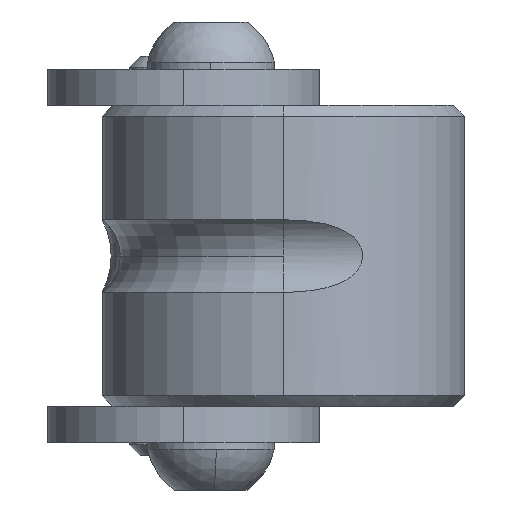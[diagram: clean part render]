
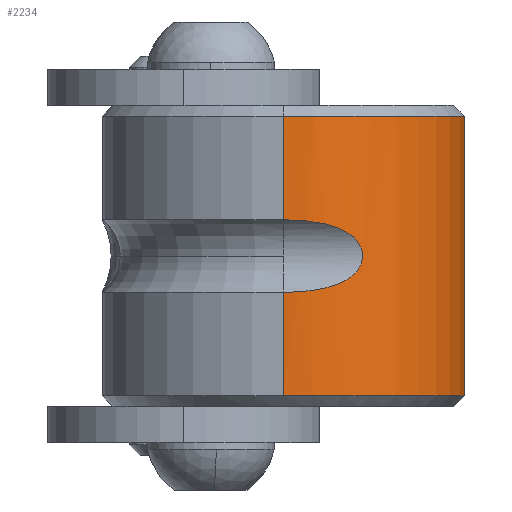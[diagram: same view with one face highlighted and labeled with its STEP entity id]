
A CAD part, left-side view. The second image highlights one B-rep face of the part: STEP entity #2234.
In plain terms, the highlighted cylindrical face has radius 5 mm (diameter 10 mm), a partial arc.
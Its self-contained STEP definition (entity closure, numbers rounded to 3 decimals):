
#139 = CARTESIAN_POINT ( 'NONE',  ( -5., 0., 4.15 ) ) ;
#303 = CARTESIAN_POINT ( 'NONE',  ( -4.567, -2.037, -0.415 ) ) ;
#381 = DIRECTION ( 'NONE',  ( 0., 0., 1. ) ) ;
#606 = ORIENTED_EDGE ( 'NONE', *, *, #4409, .T. ) ;
#662 = VERTEX_POINT ( 'NONE', #866 ) ;
#665 = LINE ( 'NONE', #139, #2161 ) ;
#686 = CARTESIAN_POINT ( 'NONE',  ( -4.985, -0.445, 0.989 ) ) ;
#697 = DIRECTION ( 'NONE',  ( 0., 0., -1. ) ) ;
#773 = CARTESIAN_POINT ( 'NONE',  ( -4.599, -1.964, 0.494 ) ) ;
#866 = CARTESIAN_POINT ( 'NONE',  ( -5., 0., 3.85 ) ) ;
#972 = EDGE_CURVE ( 'NONE', #4878, #2531, #4717, .T. ) ;
#1127 = CARTESIAN_POINT ( 'NONE',  ( -4.927, -0.881, 0.941 ) ) ;
#1260 = VERTEX_POINT ( 'NONE', #1680 ) ;
#1318 = VECTOR ( 'NONE', #381, 1000. ) ;
#1651 = CARTESIAN_POINT ( 'NONE',  ( -4.566, -2.038, 0.413 ) ) ;
#1680 = CARTESIAN_POINT ( 'NONE',  ( 4., -3., 3.85 ) ) ;
#1718 = DIRECTION ( 'NONE',  ( -1., 0., 0. ) ) ;
#1734 = LINE ( 'NONE', #4907, #4792 ) ;
#1837 = CARTESIAN_POINT ( 'NONE',  ( -5., 0., 1. ) ) ;
#2008 = DIRECTION ( 'NONE',  ( 0., 0., -1. ) ) ;
#2050 = ORIENTED_EDGE ( 'NONE', *, *, #2184, .T. ) ;
#2087 = CARTESIAN_POINT ( 'NONE',  ( -4.6, -1.962, -0.495 ) ) ;
#2097 = FACE_OUTER_BOUND ( 'NONE', #4273, .T. ) ;
#2147 = CARTESIAN_POINT ( 'NONE',  ( -4.883, -1.097, 0.904 ) ) ;
#2161 = VECTOR ( 'NONE', #2008, 1000. ) ;
#2184 = EDGE_CURVE ( 'NONE', #1260, #662, #4026, .T. ) ;
#2234 = ADVANCED_FACE ( 'NONE', ( #2097 ), #4360, .T. ) ;
#2354 = ORIENTED_EDGE ( 'NONE', *, *, #4521, .T. ) ;
#2473 = CARTESIAN_POINT ( 'NONE',  ( -4.927, -0.882, -0.941 ) ) ;
#2531 = VERTEX_POINT ( 'NONE', #3296 ) ;
#2558 = CARTESIAN_POINT ( 'NONE',  ( -4.5, -2.179, -0.113 ) ) ;
#2908 = CARTESIAN_POINT ( 'NONE',  ( -4.517, -2.146, -0.225 ) ) ;
#2976 = DIRECTION ( 'NONE',  ( 1., 0., 0. ) ) ;
#2984 = CARTESIAN_POINT ( 'NONE',  ( -5., 0., -1. ) ) ;
#3025 = CARTESIAN_POINT ( 'NONE',  ( -5., -0.224, 1. ) ) ;
#3070 = CARTESIAN_POINT ( 'NONE',  ( 0., 0., 4.15 ) ) ;
#3296 = CARTESIAN_POINT ( 'NONE',  ( 4., -3., -3.85 ) ) ;
#3335 = VERTEX_POINT ( 'NONE', #2984 ) ;
#3368 = B_SPLINE_CURVE_WITH_KNOTS ( 'NONE', 3,
 ( #5139, #3025, #686, #1127, #2147, #4349, #4787, #773, #1651, #3940, #4317, #2558, #2908, #303, #2087, #4818, #3882, #5670, #5730, #3826, #2473, #3440, #3378, #4257 ),
 .UNSPECIFIED., .F., .F.,
 ( 4, 2, 2, 2, 2, 2, 2, 2, 2, 2, 2, 4 ),
 ( 0., 0.001, 0.001, 0.002, 0.002, 0.003, 0.003, 0.003, 0.004, 0.004, 0.005, 0.005 ),
 .UNSPECIFIED. ) ;
#3378 = CARTESIAN_POINT ( 'NONE',  ( -5., -0.224, -1. ) ) ;
#3440 = CARTESIAN_POINT ( 'NONE',  ( -4.985, -0.445, -0.989 ) ) ;
#3463 = AXIS2_PLACEMENT_3D ( 'NONE', #3070, #4393, #1718 ) ;
#3514 = CARTESIAN_POINT ( 'NONE',  ( 0., 0., 3.85 ) ) ;
#3548 = EDGE_CURVE ( 'NONE', #2531, #1260, #4869, .T. ) ;
#3745 = EDGE_CURVE ( 'NONE', #662, #5217, #665, .T. ) ;
#3826 = CARTESIAN_POINT ( 'NONE',  ( -4.882, -1.1, -0.904 ) ) ;
#3882 = CARTESIAN_POINT ( 'NONE',  ( -4.702, -1.703, -0.684 ) ) ;
#3940 = CARTESIAN_POINT ( 'NONE',  ( -4.516, -2.147, 0.222 ) ) ;
#4026 = CIRCLE ( 'NONE', #4771, 5. ) ;
#4146 = ORIENTED_EDGE ( 'NONE', *, *, #972, .T. ) ;
#4257 = CARTESIAN_POINT ( 'NONE',  ( -5., 0., -1. ) ) ;
#4273 = EDGE_LOOP ( 'NONE', ( #2050, #5367, #606, #2354, #4146, #5470 ) ) ;
#4317 = CARTESIAN_POINT ( 'NONE',  ( -4.5, -2.18, 0.111 ) ) ;
#4334 = CARTESIAN_POINT ( 'NONE',  ( -5., 0., -3.85 ) ) ;
#4349 = CARTESIAN_POINT ( 'NONE',  ( -4.77, -1.514, 0.781 ) ) ;
#4360 = CYLINDRICAL_SURFACE ( 'NONE', #3463, 5. ) ;
#4393 = DIRECTION ( 'NONE',  ( 0., 0., -1. ) ) ;
#4400 = CARTESIAN_POINT ( 'NONE',  ( 4., -3., 4.15 ) ) ;
#4409 = EDGE_CURVE ( 'NONE', #5217, #3335, #3368, .T. ) ;
#4521 = EDGE_CURVE ( 'NONE', #3335, #4878, #1734, .T. ) ;
#4535 = CARTESIAN_POINT ( 'NONE',  ( 0., 0., -3.85 ) ) ;
#4593 = DIRECTION ( 'NONE',  ( 0., 0., 1. ) ) ;
#4717 = CIRCLE ( 'NONE', #5183, 5. ) ;
#4771 = AXIS2_PLACEMENT_3D ( 'NONE', #3514, #697, #2976 ) ;
#4787 = CARTESIAN_POINT ( 'NONE',  ( -4.7, -1.714, 0.695 ) ) ;
#4792 = VECTOR ( 'NONE', #5319, 1000. ) ;
#4818 = CARTESIAN_POINT ( 'NONE',  ( -4.667, -1.796, -0.629 ) ) ;
#4869 = LINE ( 'NONE', #4400, #1318 ) ;
#4878 = VERTEX_POINT ( 'NONE', #4334 ) ;
#4907 = CARTESIAN_POINT ( 'NONE',  ( -5., 0., 4.15 ) ) ;
#5139 = CARTESIAN_POINT ( 'NONE',  ( -5., 0., 1. ) ) ;
#5183 = AXIS2_PLACEMENT_3D ( 'NONE', #4535, #4593, #5498 ) ;
#5217 = VERTEX_POINT ( 'NONE', #1837 ) ;
#5319 = DIRECTION ( 'NONE',  ( 0., 0., -1. ) ) ;
#5367 = ORIENTED_EDGE ( 'NONE', *, *, #3745, .T. ) ;
#5470 = ORIENTED_EDGE ( 'NONE', *, *, #3548, .T. ) ;
#5498 = DIRECTION ( 'NONE',  ( 1., 0., 0. ) ) ;
#5670 = CARTESIAN_POINT ( 'NONE',  ( -4.768, -1.51, -0.775 ) ) ;
#5730 = CARTESIAN_POINT ( 'NONE',  ( -4.798, -1.41, -0.812 ) ) ;
